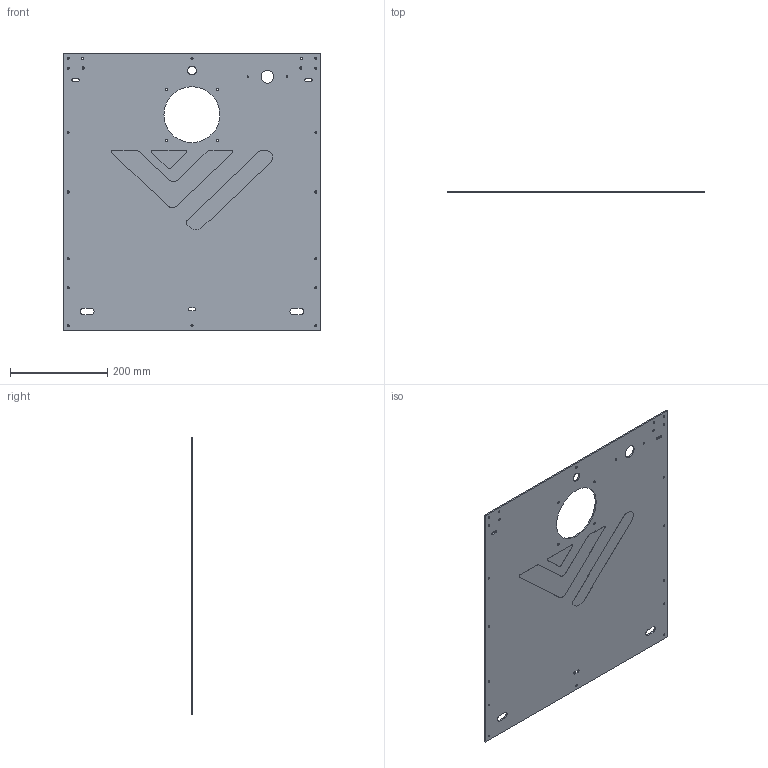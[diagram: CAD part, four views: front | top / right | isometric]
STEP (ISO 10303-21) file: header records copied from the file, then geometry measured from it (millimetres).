
FILE_DESCRIPTION(/* description */ (''),/* implementation_level */ '2;1');
FILE_NAME(/* name */ 'Rear panel for CPAP.step',/* time_stamp */ '2022-09-19T18:57:48-04:00',/* author */ (''),/* organization */ (''),/* preprocessor_version */ 'ST-DEVELOPER v19',/* originating_system */ 'Autodesk Translation Framework v11.7.0.108',/* authorisation */ '');
FILE_SCHEMA (('AUTOMOTIVE_DESIGN { 1 0 10303 214 3 1 1 }'));
Length unit declared in the file: millimetre
Products named in the file (1): Rear panel
Bounding box: 530 x 3 x 570 mm (x, y, z)
Volume: 862984.1 mm3; surface area: 589513.7 mm2
Topology: 1 solids, 1 shells, 84 faces, 237 edges, 158 vertices
Faces by surface type: cylinder 52, plane 32
Full cylindrical faces by diameter (mm): 3.3 x2, 4.3 x18, 4.5 x4, 4.8 x2, 18 x1, 26 x1, 115 x1
Entity records: 2944 total; most frequent: DIRECTION 511, CARTESIAN_POINT 480, ORIENTED_EDGE 474, EDGE_CURVE 237, AXIS2_PLACEMENT_3D 189, VERTEX_POINT 158, EDGE_LOOP 155, LINE 133
